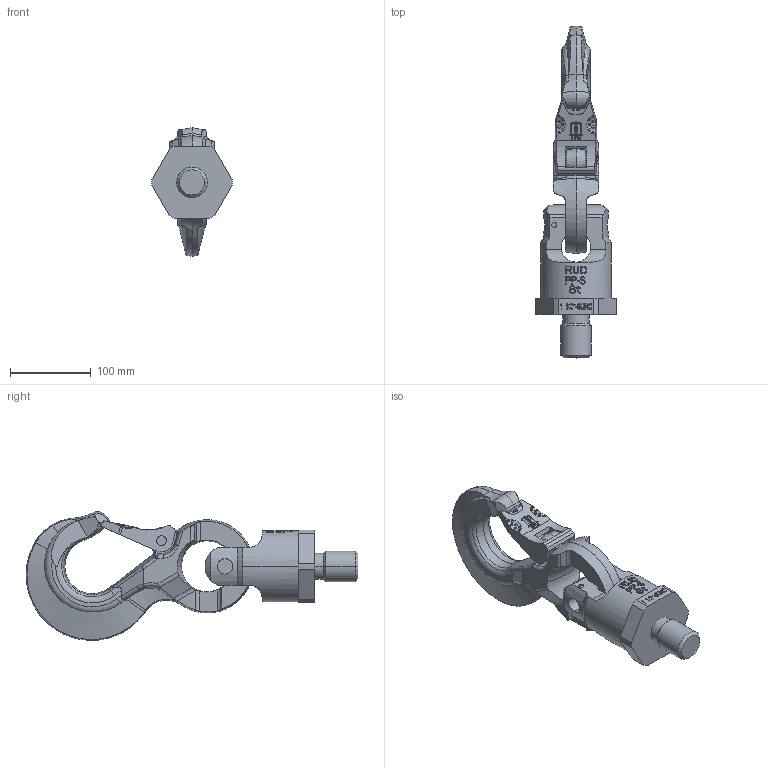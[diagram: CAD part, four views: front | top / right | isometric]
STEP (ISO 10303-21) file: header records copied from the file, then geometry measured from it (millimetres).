
FILE_DESCRIPTION((''),'2;1');
FILE_NAME('4PP-S-8T-1_1_2Z','2005-01-19T',('jakubetz'),(''),'PRO/ENGINEER BY PARAMETRIC TECHNOLOGY CORPORATION, 2001400','PRO/ENGINEER BY PARAMETRIC TECHNOLOGY CORPORATION, 2001400','');
FILE_SCHEMA(('CONFIG_CONTROL_DESIGN'));
Length unit declared in the file: millimetre
Products named in the file (1): 4PP-S-8T-1_1_2Z
Bounding box: 99.97 x 412.29 x 159.73 mm (x, y, z)
Volume: 1325750.8 mm3; surface area: 163941.4 mm2
Topology: 4 solids, 4 shells, 955 faces, 2661 edges, 1736 vertices
Faces by surface type: plane 715, cylinder 122, cone 40, sphere 30, bspline 28, torus 20
Entity records: 32233 total; most frequent: CARTESIAN_POINT 8836, ORIENTED_EDGE 5266, DIRECTION 4225, EDGE_CURVE 2633, VERTEX_POINT 1736, VECTOR 1651, LINE 1651, AXIS2_PLACEMENT_3D 1287
